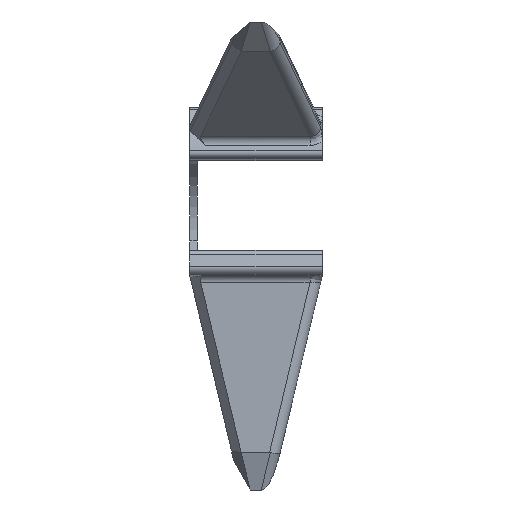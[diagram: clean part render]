
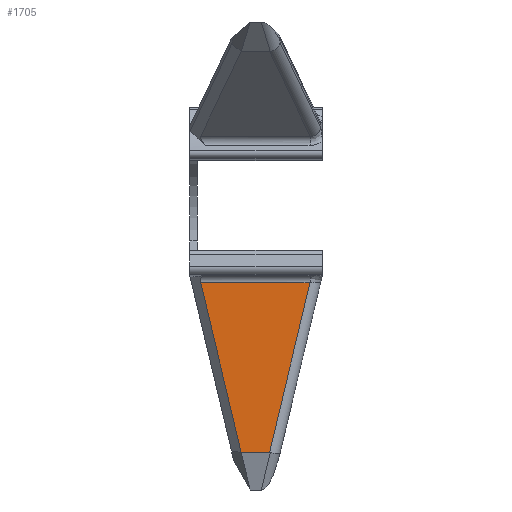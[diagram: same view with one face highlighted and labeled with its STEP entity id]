
A CAD part, left-side view. The second image highlights one B-rep face of the part: STEP entity #1705.
In plain terms, the highlighted planar face has unit normal (-1, 0, 0).
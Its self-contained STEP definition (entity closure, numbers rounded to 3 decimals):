
#86=PLANE('',#1821);
#148=FACE_OUTER_BOUND('',#244,.T.);
#244=EDGE_LOOP('',(#1205,#1206,#1207,#1208));
#355=LINE('',#2765,#506);
#356=LINE('',#2824,#507);
#358=LINE('',#2832,#509);
#359=LINE('',#2833,#510);
#506=VECTOR('',#2069,10.);
#507=VECTOR('',#2072,10.);
#509=VECTOR('',#2080,10.);
#510=VECTOR('',#2081,10.);
#730=VERTEX_POINT('',#2758);
#733=VERTEX_POINT('',#2763);
#737=VERTEX_POINT('',#2823);
#740=VERTEX_POINT('',#2831);
#915=EDGE_CURVE('',#733,#730,#355,.T.);
#920=EDGE_CURVE('',#730,#737,#356,.T.);
#924=EDGE_CURVE('',#740,#733,#358,.T.);
#925=EDGE_CURVE('',#740,#737,#359,.T.);
#1205=ORIENTED_EDGE('',*,*,#915,.F.);
#1206=ORIENTED_EDGE('',*,*,#924,.F.);
#1207=ORIENTED_EDGE('',*,*,#925,.T.);
#1208=ORIENTED_EDGE('',*,*,#920,.F.);
#1705=ADVANCED_FACE('',(#148),#86,.T.);
#1821=AXIS2_PLACEMENT_3D('',#2830,#2078,#2079);
#2069=DIRECTION('',(0.,-1.,0.));
#2072=DIRECTION('',(0.,0.232,-0.973));
#2078=DIRECTION('center_axis',(-1.,0.,0.));
#2079=DIRECTION('ref_axis',(0.,0.,-1.));
#2080=DIRECTION('',(0.,0.232,0.973));
#2081=DIRECTION('',(0.,-1.,0.));
#2758=CARTESIAN_POINT('',(-3.992,38.005,-34.393));
#2763=CARTESIAN_POINT('',(-3.992,73.906,-34.393));
#2765=CARTESIAN_POINT('',(-3.992,77.5,-34.393));
#2823=CARTESIAN_POINT('',(-3.992,51.295,-90.128));
#2824=CARTESIAN_POINT('',(-3.992,46.852,-71.496));
#2830=CARTESIAN_POINT('Origin',(-3.992,77.5,-32.254));
#2831=CARTESIAN_POINT('',(-3.992,60.616,-90.128));
#2832=CARTESIAN_POINT('',(-3.992,74.582,-31.558));
#2833=CARTESIAN_POINT('',(-3.992,77.5,-90.128));
